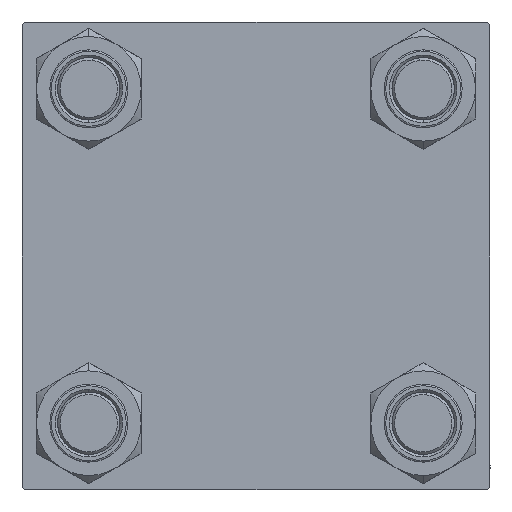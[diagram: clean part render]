
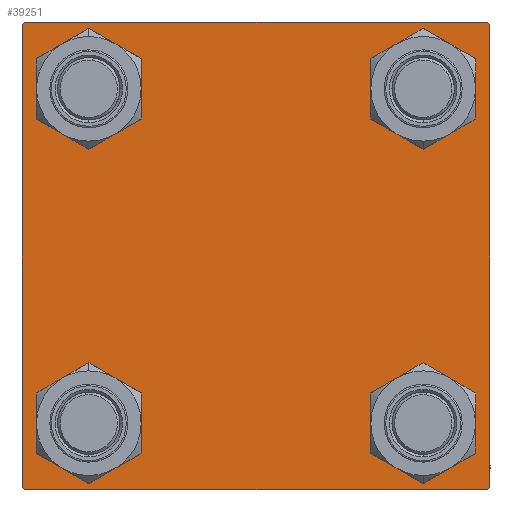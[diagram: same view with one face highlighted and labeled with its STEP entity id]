
A CAD part, left-side view. The second image highlights one B-rep face of the part: STEP entity #39251.
In plain terms, the highlighted planar face has unit normal (-1, 0, 0).
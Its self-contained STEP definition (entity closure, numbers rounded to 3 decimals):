
#85 = EDGE_CURVE ( 'NONE', #5946, #11469, #26687, .T. ) ;
#272 = EDGE_LOOP ( 'NONE', ( #43550, #24941 ) ) ;
#593 = ORIENTED_EDGE ( 'NONE', *, *, #10785, .F. ) ;
#691 = VERTEX_POINT ( 'NONE', #26115 ) ;
#1092 = ORIENTED_EDGE ( 'NONE', *, *, #2436, .T. ) ;
#1396 = AXIS2_PLACEMENT_3D ( 'NONE', #28669, #44182, #9343 ) ;
#1596 = VECTOR ( 'NONE', #19418, 1000. ) ;
#1686 = EDGE_LOOP ( 'NONE', ( #1092, #47400 ) ) ;
#2156 = DIRECTION ( 'NONE',  ( 0., 0., 1. ) ) ;
#2261 = DIRECTION ( 'NONE',  ( 0., 0.707, 0.707 ) ) ;
#2432 = AXIS2_PLACEMENT_3D ( 'NONE', #32189, #47688, #28628 ) ;
#2436 = EDGE_CURVE ( 'NONE', #35563, #47037, #17858, .T. ) ;
#2600 = CIRCLE ( 'NONE', #27792, 6.5 ) ;
#3116 = ORIENTED_EDGE ( 'NONE', *, *, #3360, .T. ) ;
#3360 = EDGE_CURVE ( 'NONE', #28717, #14630, #38748, .T. ) ;
#3926 = DIRECTION ( 'NONE',  ( 0., -1., 0. ) ) ;
#4349 = EDGE_CURVE ( 'NONE', #46082, #691, #36872, .T. ) ;
#4650 = CARTESIAN_POINT ( 'NONE',  ( 0., 44.75, -44.75 ) ) ;
#5545 = CARTESIAN_POINT ( 'NONE',  ( 0., -45., 45. ) ) ;
#5946 = VERTEX_POINT ( 'NONE', #16785 ) ;
#6418 = ORIENTED_EDGE ( 'NONE', *, *, #25880, .T. ) ;
#7597 = DIRECTION ( 'NONE',  ( 0., 0., 1. ) ) ;
#7622 = DIRECTION ( 'NONE',  ( 1., 0., 0. ) ) ;
#7870 = DIRECTION ( 'NONE',  ( 0., 0., 1. ) ) ;
#7986 = VECTOR ( 'NONE', #2261, 1000. ) ;
#8613 = DIRECTION ( 'NONE',  ( 1., 0., 0. ) ) ;
#9343 = DIRECTION ( 'NONE',  ( 0., 0., 1. ) ) ;
#9421 = CIRCLE ( 'NONE', #27306, 6.5 ) ;
#9458 = CARTESIAN_POINT ( 'NONE',  ( 0., -32.15, 25.65 ) ) ;
#9744 = VERTEX_POINT ( 'NONE', #11406 ) ;
#10478 = ORIENTED_EDGE ( 'NONE', *, *, #16869, .T. ) ;
#10717 = CARTESIAN_POINT ( 'NONE',  ( 0., 32.15, -25.65 ) ) ;
#10785 = EDGE_CURVE ( 'NONE', #46082, #14630, #28698, .T. ) ;
#11256 = ORIENTED_EDGE ( 'NONE', *, *, #39233, .T. ) ;
#11406 = CARTESIAN_POINT ( 'NONE',  ( 0., 32.15, 38.65 ) ) ;
#11469 = VERTEX_POINT ( 'NONE', #49143 ) ;
#12124 = CARTESIAN_POINT ( 'NONE',  ( 0., 44.5, -45. ) ) ;
#12836 = DIRECTION ( 'NONE',  ( 1., 0., 0. ) ) ;
#12917 = AXIS2_PLACEMENT_3D ( 'NONE', #49353, #7622, #7870 ) ;
#13315 = ORIENTED_EDGE ( 'NONE', *, *, #4349, .T. ) ;
#13760 = DIRECTION ( 'NONE',  ( 1., 0., 0. ) ) ;
#13886 = EDGE_CURVE ( 'NONE', #9744, #22688, #2600, .T. ) ;
#14590 = CARTESIAN_POINT ( 'NONE',  ( 0., -32.15, 38.65 ) ) ;
#14630 = VERTEX_POINT ( 'NONE', #45650 ) ;
#15315 = CARTESIAN_POINT ( 'NONE',  ( 0., 44.5, 45. ) ) ;
#15473 = DIRECTION ( 'NONE',  ( 1., 0., 0. ) ) ;
#15591 = VERTEX_POINT ( 'NONE', #15315 ) ;
#15777 = ORIENTED_EDGE ( 'NONE', *, *, #18217, .T. ) ;
#16663 = FACE_OUTER_BOUND ( 'NONE', #35175, .T. ) ;
#16785 = CARTESIAN_POINT ( 'NONE',  ( 0., -32.15, -25.65 ) ) ;
#16869 = EDGE_CURVE ( 'NONE', #35411, #38763, #38455, .T. ) ;
#17169 = CARTESIAN_POINT ( 'NONE',  ( 0., 0., 0. ) ) ;
#17649 = DIRECTION ( 'NONE',  ( 0., 0., 1. ) ) ;
#17858 = CIRCLE ( 'NONE', #2432, 6.5 ) ;
#18131 = ORIENTED_EDGE ( 'NONE', *, *, #32959, .T. ) ;
#18217 = EDGE_CURVE ( 'NONE', #22420, #28717, #34707, .T. ) ;
#18489 = CIRCLE ( 'NONE', #1396, 6.5 ) ;
#19188 = CARTESIAN_POINT ( 'NONE',  ( 0., -32.15, -32.15 ) ) ;
#19418 = DIRECTION ( 'NONE',  ( 0., -0.707, 0.707 ) ) ;
#19581 = VECTOR ( 'NONE', #21574, 1000. ) ;
#19760 = AXIS2_PLACEMENT_3D ( 'NONE', #34572, #8613, #7597 ) ;
#19899 = CARTESIAN_POINT ( 'NONE',  ( 0., 45., 44.5 ) ) ;
#20480 = CARTESIAN_POINT ( 'NONE',  ( 0., 45., 45. ) ) ;
#20887 = CARTESIAN_POINT ( 'NONE',  ( 0., 32.15, 32.15 ) ) ;
#20981 = FACE_BOUND ( 'NONE', #1686, .T. ) ;
#21494 = DIRECTION ( 'NONE',  ( 0., 0., -1. ) ) ;
#21574 = DIRECTION ( 'NONE',  ( 0., 0., -1. ) ) ;
#22420 = VERTEX_POINT ( 'NONE', #12124 ) ;
#22524 = CARTESIAN_POINT ( 'NONE',  ( 0., 45., -44.5 ) ) ;
#22597 = VECTOR ( 'NONE', #47615, 1000. ) ;
#22688 = VERTEX_POINT ( 'NONE', #43925 ) ;
#22917 = EDGE_CURVE ( 'NONE', #15591, #46938, #28609, .T. ) ;
#23192 = AXIS2_PLACEMENT_3D ( 'NONE', #19188, #23519, #30891 ) ;
#23519 = DIRECTION ( 'NONE',  ( 1., 0., 0. ) ) ;
#23876 = CARTESIAN_POINT ( 'NONE',  ( 0., 32.15, -32.15 ) ) ;
#24287 = CARTESIAN_POINT ( 'NONE',  ( 0., 32.15, -38.65 ) ) ;
#24651 = EDGE_CURVE ( 'NONE', #38763, #35411, #39393, .T. ) ;
#24941 = ORIENTED_EDGE ( 'NONE', *, *, #30398, .T. ) ;
#25051 = LINE ( 'NONE', #20480, #41335 ) ;
#25218 = EDGE_CURVE ( 'NONE', #15591, #691, #26494, .T. ) ;
#25549 = CARTESIAN_POINT ( 'NONE',  ( 0., -32.15, 32.15 ) ) ;
#25787 = VERTEX_POINT ( 'NONE', #22524 ) ;
#25880 = EDGE_CURVE ( 'NONE', #11469, #5946, #47556, .T. ) ;
#26018 = EDGE_CURVE ( 'NONE', #47037, #35563, #9421, .T. ) ;
#26115 = CARTESIAN_POINT ( 'NONE',  ( 0., -44.5, 45. ) ) ;
#26254 = CARTESIAN_POINT ( 'NONE',  ( 0., 45., 45. ) ) ;
#26379 = VECTOR ( 'NONE', #39544, 1000. ) ;
#26494 = LINE ( 'NONE', #26254, #37028 ) ;
#26687 = CIRCLE ( 'NONE', #12917, 6.5 ) ;
#27306 = AXIS2_PLACEMENT_3D ( 'NONE', #25549, #12836, #17649 ) ;
#27792 = AXIS2_PLACEMENT_3D ( 'NONE', #20887, #13760, #29268 ) ;
#28552 = LINE ( 'NONE', #4650, #22597 ) ;
#28609 = LINE ( 'NONE', #32424, #26379 ) ;
#28628 = DIRECTION ( 'NONE',  ( 0., 0., 1. ) ) ;
#28669 = CARTESIAN_POINT ( 'NONE',  ( 0., 32.15, 32.15 ) ) ;
#28698 = LINE ( 'NONE', #5545, #19581 ) ;
#28717 = VERTEX_POINT ( 'NONE', #50128 ) ;
#29268 = DIRECTION ( 'NONE',  ( 0., 0., 1. ) ) ;
#30398 = EDGE_CURVE ( 'NONE', #22688, #9744, #18489, .T. ) ;
#30798 = DIRECTION ( 'NONE',  ( 0., -1., 0. ) ) ;
#30891 = DIRECTION ( 'NONE',  ( 0., 0., 1. ) ) ;
#30984 = DIRECTION ( 'NONE',  ( 0., 0., 1. ) ) ;
#31330 = CARTESIAN_POINT ( 'NONE',  ( 0., -45., 44.5 ) ) ;
#32189 = CARTESIAN_POINT ( 'NONE',  ( 0., -32.15, 32.15 ) ) ;
#32424 = CARTESIAN_POINT ( 'NONE',  ( 0., 44.75, 44.75 ) ) ;
#32688 = PLANE ( 'NONE',  #34935 ) ;
#32959 = EDGE_CURVE ( 'NONE', #25787, #22420, #28552, .T. ) ;
#34572 = CARTESIAN_POINT ( 'NONE',  ( 0., 32.15, -32.15 ) ) ;
#34707 = LINE ( 'NONE', #38279, #36892 ) ;
#34935 = AXIS2_PLACEMENT_3D ( 'NONE', #17169, #37012, #2156 ) ;
#35175 = EDGE_LOOP ( 'NONE', ( #11256, #18131, #15777, #3116, #593, #13315, #47717, #44810 ) ) ;
#35411 = VERTEX_POINT ( 'NONE', #24287 ) ;
#35563 = VERTEX_POINT ( 'NONE', #14590 ) ;
#36180 = AXIS2_PLACEMENT_3D ( 'NONE', #23876, #15473, #30984 ) ;
#36506 = FACE_BOUND ( 'NONE', #272, .T. ) ;
#36763 = FACE_BOUND ( 'NONE', #47099, .T. ) ;
#36872 = LINE ( 'NONE', #37116, #7986 ) ;
#36892 = VECTOR ( 'NONE', #3926, 1000. ) ;
#37012 = DIRECTION ( 'NONE',  ( -1., 0., 0. ) ) ;
#37028 = VECTOR ( 'NONE', #30798, 1000. ) ;
#37116 = CARTESIAN_POINT ( 'NONE',  ( 0., -44.75, 44.75 ) ) ;
#38279 = CARTESIAN_POINT ( 'NONE',  ( 0., 45., -45. ) ) ;
#38455 = CIRCLE ( 'NONE', #19760, 6.5 ) ;
#38748 = LINE ( 'NONE', #42566, #1596 ) ;
#38763 = VERTEX_POINT ( 'NONE', #10717 ) ;
#39233 = EDGE_CURVE ( 'NONE', #46938, #25787, #25051, .T. ) ;
#39251 = ADVANCED_FACE ( 'NONE', ( #20981, #39810, #36763, #36506, #16663 ), #32688, .T. ) ;
#39393 = CIRCLE ( 'NONE', #36180, 6.5 ) ;
#39544 = DIRECTION ( 'NONE',  ( 0., 0.707, -0.707 ) ) ;
#39810 = FACE_BOUND ( 'NONE', #46388, .T. ) ;
#41335 = VECTOR ( 'NONE', #21494, 1000. ) ;
#42566 = CARTESIAN_POINT ( 'NONE',  ( 0., -44.75, -44.75 ) ) ;
#43550 = ORIENTED_EDGE ( 'NONE', *, *, #13886, .T. ) ;
#43925 = CARTESIAN_POINT ( 'NONE',  ( 0., 32.15, 25.65 ) ) ;
#44182 = DIRECTION ( 'NONE',  ( 1., 0., 0. ) ) ;
#44514 = ORIENTED_EDGE ( 'NONE', *, *, #85, .T. ) ;
#44810 = ORIENTED_EDGE ( 'NONE', *, *, #22917, .T. ) ;
#44869 = ORIENTED_EDGE ( 'NONE', *, *, #24651, .T. ) ;
#45650 = CARTESIAN_POINT ( 'NONE',  ( 0., -45., -44.5 ) ) ;
#46082 = VERTEX_POINT ( 'NONE', #31330 ) ;
#46388 = EDGE_LOOP ( 'NONE', ( #44514, #6418 ) ) ;
#46938 = VERTEX_POINT ( 'NONE', #19899 ) ;
#47037 = VERTEX_POINT ( 'NONE', #9458 ) ;
#47099 = EDGE_LOOP ( 'NONE', ( #44869, #10478 ) ) ;
#47400 = ORIENTED_EDGE ( 'NONE', *, *, #26018, .T. ) ;
#47556 = CIRCLE ( 'NONE', #23192, 6.5 ) ;
#47615 = DIRECTION ( 'NONE',  ( 0., -0.707, -0.707 ) ) ;
#47688 = DIRECTION ( 'NONE',  ( 1., 0., 0. ) ) ;
#47717 = ORIENTED_EDGE ( 'NONE', *, *, #25218, .F. ) ;
#49143 = CARTESIAN_POINT ( 'NONE',  ( 0., -32.15, -38.65 ) ) ;
#49353 = CARTESIAN_POINT ( 'NONE',  ( 0., -32.15, -32.15 ) ) ;
#50128 = CARTESIAN_POINT ( 'NONE',  ( 0., -44.5, -45. ) ) ;
